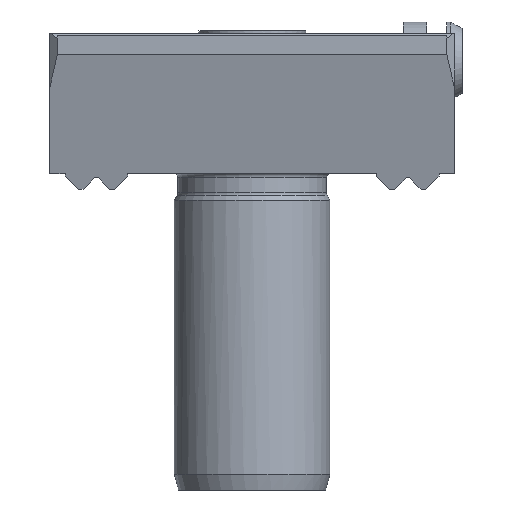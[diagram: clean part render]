
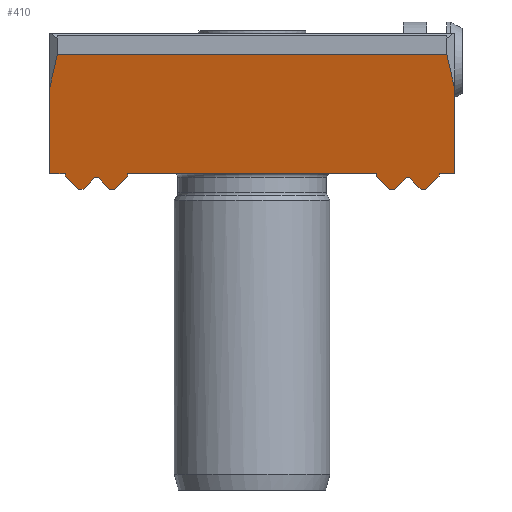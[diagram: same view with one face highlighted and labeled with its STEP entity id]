
A CAD part, front view. The second image highlights one B-rep face of the part: STEP entity #410.
In plain terms, the highlighted planar face has unit normal (0, -0.974, -0.225).
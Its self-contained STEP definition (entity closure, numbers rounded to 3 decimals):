
#173=ELLIPSE('',#5124,0.308,0.3);
#176=ELLIPSE('',#5136,0.308,0.3);
#410=ADVANCED_FACE('',(#895),#665,.T.);
#665=PLANE('',#5294);
#895=FACE_OUTER_BOUND('',#1130,.T.);
#1130=EDGE_LOOP('',(#3292,#3293,#3294,#3295,#3296,#3297,#3298,#3299,#3300,
#3301,#3302,#3303,#3304,#3305,#3306,#3307,#3308,#3309,#3310,#3311,#3312,
#3313,#3314,#3315,#3316,#3317));
#1307=LINE('',#7029,#1850);
#1313=LINE('',#7054,#1856);
#1315=LINE('',#7066,#1858);
#1370=LINE('',#7180,#1913);
#1404=LINE('',#7249,#1947);
#1497=LINE('',#7432,#2040);
#1499=LINE('',#7435,#2042);
#1503=LINE('',#7443,#2046);
#1505=LINE('',#7458,#2048);
#1508=LINE('',#7464,#2051);
#1511=LINE('',#7470,#2054);
#1514=LINE('',#7476,#2057);
#1518=LINE('',#7488,#2061);
#1522=LINE('',#7495,#2065);
#1525=LINE('',#7515,#2068);
#1527=LINE('',#7520,#2070);
#1530=LINE('',#7526,#2073);
#1533=LINE('',#7532,#2076);
#1536=LINE('',#7538,#2079);
#1540=LINE('',#7550,#2083);
#1542=LINE('',#7554,#2085);
#1545=LINE('',#7560,#2088);
#1548=LINE('',#7566,#2091);
#1552=LINE('',#7573,#2095);
#1850=VECTOR('',#5642,1.);
#1856=VECTOR('',#5652,1.);
#1858=VECTOR('',#5658,1.);
#1913=VECTOR('',#5719,1.);
#1947=VECTOR('',#5755,1.);
#2040=VECTOR('',#5856,1.);
#2042=VECTOR('',#5860,1.);
#2046=VECTOR('',#5866,1.);
#2048=VECTOR('',#5872,1.);
#2051=VECTOR('',#5877,1.);
#2054=VECTOR('',#5882,1.);
#2057=VECTOR('',#5887,1.);
#2061=VECTOR('',#5899,1.);
#2065=VECTOR('',#5905,1.);
#2068=VECTOR('',#5914,1.);
#2070=VECTOR('',#5918,1.);
#2073=VECTOR('',#5923,1.);
#2076=VECTOR('',#5928,1.);
#2079=VECTOR('',#5933,1.);
#2083=VECTOR('',#5945,1.);
#2085=VECTOR('',#5951,1.);
#2088=VECTOR('',#5956,1.);
#2091=VECTOR('',#5961,1.);
#2095=VECTOR('',#5967,1.);
#3292=ORIENTED_EDGE('',*,*,#4430,.F.);
#3293=ORIENTED_EDGE('',*,*,#4624,.F.);
#3294=ORIENTED_EDGE('',*,*,#4617,.T.);
#3295=ORIENTED_EDGE('',*,*,#4620,.F.);
#3296=ORIENTED_EDGE('',*,*,#4464,.F.);
#3297=ORIENTED_EDGE('',*,*,#4559,.F.);
#3298=ORIENTED_EDGE('',*,*,#4596,.F.);
#3299=ORIENTED_EDGE('',*,*,#4599,.F.);
#3300=ORIENTED_EDGE('',*,*,#4602,.F.);
#3301=ORIENTED_EDGE('',*,*,#4605,.F.);
#3302=ORIENTED_EDGE('',*,*,#4608,.F.);
#3303=ORIENTED_EDGE('',*,*,#4611,.F.);
#3304=ORIENTED_EDGE('',*,*,#4614,.F.);
#3305=ORIENTED_EDGE('',*,*,#4373,.F.);
#3306=ORIENTED_EDGE('',*,*,#4594,.F.);
#3307=ORIENTED_EDGE('',*,*,#4361,.F.);
#3308=ORIENTED_EDGE('',*,*,#4369,.F.);
#3309=ORIENTED_EDGE('',*,*,#4565,.F.);
#3310=ORIENTED_EDGE('',*,*,#4588,.F.);
#3311=ORIENTED_EDGE('',*,*,#4584,.F.);
#3312=ORIENTED_EDGE('',*,*,#4581,.F.);
#3313=ORIENTED_EDGE('',*,*,#4578,.F.);
#3314=ORIENTED_EDGE('',*,*,#4575,.F.);
#3315=ORIENTED_EDGE('',*,*,#4572,.F.);
#3316=ORIENTED_EDGE('',*,*,#4569,.F.);
#3317=ORIENTED_EDGE('',*,*,#4561,.F.);
#3862=VERTEX_POINT('',#7028);
#3863=VERTEX_POINT('',#7030);
#3868=VERTEX_POINT('',#7053);
#3872=VERTEX_POINT('',#7065);
#3873=VERTEX_POINT('',#7067);
#3921=VERTEX_POINT('',#7179);
#3922=VERTEX_POINT('',#7181);
#3954=VERTEX_POINT('',#7247);
#3956=VERTEX_POINT('',#7250);
#4040=VERTEX_POINT('',#7430);
#4042=VERTEX_POINT('',#7436);
#4044=VERTEX_POINT('',#7442);
#4045=VERTEX_POINT('',#7459);
#4047=VERTEX_POINT('',#7465);
#4049=VERTEX_POINT('',#7471);
#4051=VERTEX_POINT('',#7477);
#4053=VERTEX_POINT('',#7483);
#4055=VERTEX_POINT('',#7489);
#4060=VERTEX_POINT('',#7518);
#4062=VERTEX_POINT('',#7524);
#4064=VERTEX_POINT('',#7530);
#4066=VERTEX_POINT('',#7536);
#4068=VERTEX_POINT('',#7542);
#4070=VERTEX_POINT('',#7548);
#4073=VERTEX_POINT('',#7559);
#4074=VERTEX_POINT('',#7561);
#4361=EDGE_CURVE('',#3862,#3863,#1307,.T.);
#4369=EDGE_CURVE('',#3868,#3862,#1313,.T.);
#4373=EDGE_CURVE('',#3872,#3873,#1315,.T.);
#4430=EDGE_CURVE('',#3921,#3922,#1370,.T.);
#4464=EDGE_CURVE('',#3954,#3956,#1404,.T.);
#4559=EDGE_CURVE('',#4040,#3954,#1497,.T.);
#4561=EDGE_CURVE('',#3922,#4042,#1499,.T.);
#4565=EDGE_CURVE('',#4044,#3868,#1503,.T.);
#4569=EDGE_CURVE('',#4042,#4045,#1505,.T.);
#4572=EDGE_CURVE('',#4045,#4047,#1508,.T.);
#4575=EDGE_CURVE('',#4047,#4049,#1511,.T.);
#4578=EDGE_CURVE('',#4049,#4051,#1514,.T.);
#4581=EDGE_CURVE('',#4051,#4053,#173,.T.);
#4584=EDGE_CURVE('',#4053,#4055,#1518,.T.);
#4588=EDGE_CURVE('',#4055,#4044,#1522,.T.);
#4594=EDGE_CURVE('',#3863,#3872,#1525,.T.);
#4596=EDGE_CURVE('',#4060,#4040,#1527,.T.);
#4599=EDGE_CURVE('',#4062,#4060,#1530,.T.);
#4602=EDGE_CURVE('',#4064,#4062,#1533,.T.);
#4605=EDGE_CURVE('',#4066,#4064,#1536,.T.);
#4608=EDGE_CURVE('',#4068,#4066,#176,.T.);
#4611=EDGE_CURVE('',#4070,#4068,#1540,.T.);
#4614=EDGE_CURVE('',#3873,#4070,#1542,.T.);
#4617=EDGE_CURVE('',#4074,#4073,#1545,.T.);
#4620=EDGE_CURVE('',#3956,#4073,#1548,.T.);
#4624=EDGE_CURVE('',#4074,#3921,#1552,.T.);
#5124=AXIS2_PLACEMENT_3D('',#7482,#5892,#5893);
#5136=AXIS2_PLACEMENT_3D('',#7544,#5938,#5939);
#5294=AXIS2_PLACEMENT_3D('',#7921,#6413,#6414);
#5642=DIRECTION('',(-1.,0.,0.));
#5652=DIRECTION('',(0.,-0.225,0.974));
#5658=DIRECTION('',(-0.698,0.161,-0.698));
#5719=DIRECTION('',(0.,0.225,-0.974));
#5755=DIRECTION('',(0.,-0.225,0.974));
#5856=DIRECTION('',(-1.,0.,0.));
#5860=DIRECTION('',(-1.,0.,0.));
#5866=DIRECTION('',(-0.698,-0.161,0.698));
#5872=DIRECTION('',(0.,0.225,-0.974));
#5877=DIRECTION('',(-0.698,0.161,-0.698));
#5882=DIRECTION('',(-1.,0.,0.));
#5887=DIRECTION('',(-0.698,-0.161,0.698));
#5892=DIRECTION('',(0.,-0.974,-0.225));
#5893=DIRECTION('',(0.,0.225,-0.974));
#5899=DIRECTION('',(-0.698,0.161,-0.698));
#5905=DIRECTION('',(-1.,0.,0.));
#5914=DIRECTION('',(0.,0.225,-0.974));
#5918=DIRECTION('',(0.,-0.225,0.974));
#5923=DIRECTION('',(-0.698,-0.161,0.698));
#5928=DIRECTION('',(-1.,0.,0.));
#5933=DIRECTION('',(-0.698,0.161,-0.698));
#5938=DIRECTION('',(0.,-0.974,-0.225));
#5939=DIRECTION('',(0.,0.225,-0.974));
#5945=DIRECTION('',(-0.698,-0.161,0.698));
#5951=DIRECTION('',(-1.,0.,0.));
#5956=DIRECTION('',(-1.,0.,0.));
#5961=DIRECTION('',(0.219,-0.219,0.951));
#5967=DIRECTION('',(0.219,0.219,-0.951));
#6413=DIRECTION('',(0.,-0.974,-0.225));
#6414=DIRECTION('',(0.,0.225,-0.974));
#7028=CARTESIAN_POINT('',(16.,-24.462,0.6));
#7029=CARTESIAN_POINT('',(26.,-24.462,0.6));
#7030=CARTESIAN_POINT('',(-16.,-24.462,0.6));
#7053=CARTESIAN_POINT('',(16.,-24.392,0.3));
#7054=CARTESIAN_POINT('',(16.,-24.575,1.091));
#7065=CARTESIAN_POINT('',(-16.,-24.392,0.3));
#7066=CARTESIAN_POINT('',(-17.25,-24.104,-0.95));
#7067=CARTESIAN_POINT('',(-17.7,-24.,-1.4));
#7179=CARTESIAN_POINT('',(26.,-27.,11.594));
#7180=CARTESIAN_POINT('',(26.,-28.,15.926));
#7181=CARTESIAN_POINT('',(26.,-24.462,0.6));
#7247=CARTESIAN_POINT('',(-26.,-24.462,0.6));
#7249=CARTESIAN_POINT('',(-26.,-24.641,1.376));
#7250=CARTESIAN_POINT('',(-26.,-27.,11.594));
#7430=CARTESIAN_POINT('',(-24.,-24.462,0.6));
#7432=CARTESIAN_POINT('',(26.,-24.462,0.6));
#7435=CARTESIAN_POINT('',(26.,-24.462,0.6));
#7436=CARTESIAN_POINT('',(24.,-24.462,0.6));
#7442=CARTESIAN_POINT('',(17.7,-24.,-1.4));
#7443=CARTESIAN_POINT('',(17.25,-24.104,-0.95));
#7458=CARTESIAN_POINT('',(24.,-24.641,1.376));
#7459=CARTESIAN_POINT('',(24.,-24.392,0.3));
#7464=CARTESIAN_POINT('',(24.406,-24.486,0.706));
#7465=CARTESIAN_POINT('',(22.3,-24.,-1.4));
#7470=CARTESIAN_POINT('',(26.,-24.,-1.4));
#7471=CARTESIAN_POINT('',(21.7,-24.,-1.4));
#7476=CARTESIAN_POINT('',(21.25,-24.104,-0.95));
#7477=CARTESIAN_POINT('',(20.212,-24.344,0.088));
#7482=CARTESIAN_POINT('',(20.,-24.295,-0.124));
#7483=CARTESIAN_POINT('',(19.788,-24.344,0.088));
#7488=CARTESIAN_POINT('',(20.199,-24.438,0.499));
#7489=CARTESIAN_POINT('',(18.3,-24.,-1.4));
#7495=CARTESIAN_POINT('',(26.,-24.,-1.4));
#7515=CARTESIAN_POINT('',(-16.,-24.575,1.091));
#7518=CARTESIAN_POINT('',(-24.,-24.392,0.3));
#7520=CARTESIAN_POINT('',(-24.,-24.641,1.376));
#7524=CARTESIAN_POINT('',(-22.3,-24.,-1.4));
#7526=CARTESIAN_POINT('',(-24.406,-24.486,0.706));
#7530=CARTESIAN_POINT('',(-21.7,-24.,-1.4));
#7532=CARTESIAN_POINT('',(26.,-24.,-1.4));
#7536=CARTESIAN_POINT('',(-20.212,-24.344,0.088));
#7538=CARTESIAN_POINT('',(-21.25,-24.104,-0.95));
#7542=CARTESIAN_POINT('',(-19.788,-24.344,0.088));
#7544=CARTESIAN_POINT('',(-20.,-24.295,-0.124));
#7548=CARTESIAN_POINT('',(-18.3,-24.,-1.4));
#7550=CARTESIAN_POINT('',(-20.199,-24.438,0.499));
#7554=CARTESIAN_POINT('',(26.,-24.,-1.4));
#7559=CARTESIAN_POINT('',(-25.,-28.,15.926));
#7560=CARTESIAN_POINT('',(26.,-28.,15.926));
#7561=CARTESIAN_POINT('',(25.,-28.,15.926));
#7566=CARTESIAN_POINT('',(-28.294,-24.706,1.659));
#7573=CARTESIAN_POINT('',(28.197,-24.803,2.076));
#7921=CARTESIAN_POINT('',(26.,-28.,15.926));
